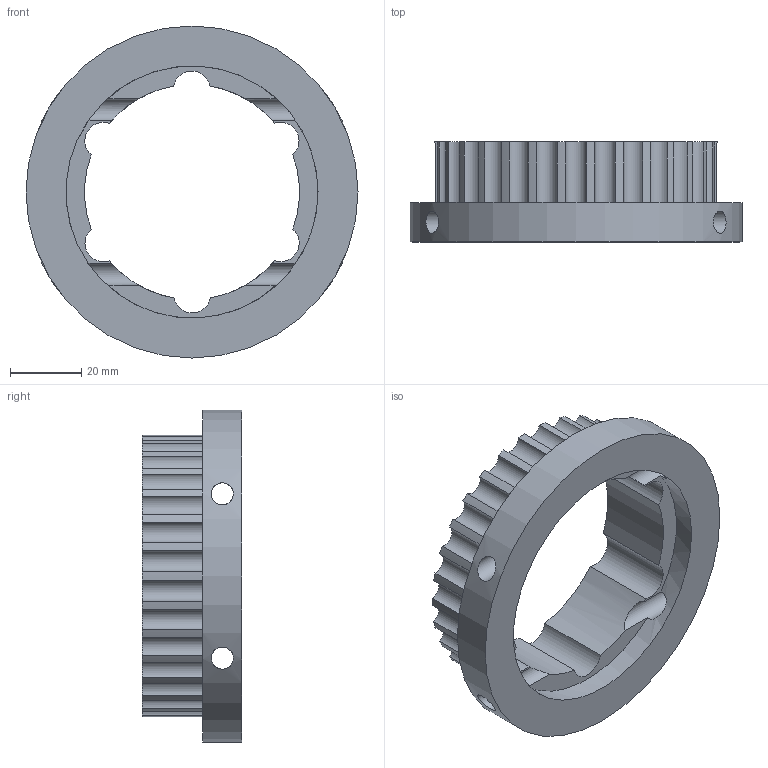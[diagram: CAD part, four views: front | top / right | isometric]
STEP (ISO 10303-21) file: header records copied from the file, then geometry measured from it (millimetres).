
FILE_DESCRIPTION(/* description */ (''),/* implementation_level */ '2;1');
FILE_NAME(/* name */ 'base hold.stp',/* time_stamp */ '2017-03-26T17:42:49+02:00',/* author */ ('Admin'),/* organization */ (''),/* preprocessor_version */ 'ST-DEVELOPER v16.1',/* originating_system */ 'Autodesk Inventor 2016',/* authorisation */ '');
FILE_SCHEMA (('AUTOMOTIVE_DESIGN { 1 0 10303 214 3 1 1 }'));
Length unit declared in the file: millimetre
Products named in the file (1): union eje central engranaje horiz
Bounding box: 93 x 28 x 93 mm (x, y, z)
Volume: 60519.6 mm3; surface area: 23020.7 mm2
Topology: 1 solids, 1 shells, 86 faces, 260 edges, 173 vertices
Faces by surface type: cylinder 79, plane 7
Full cylindrical faces by diameter (mm): 6.2 x4, 70.619 x1, 93 x1
Entity records: 3236 total; most frequent: CARTESIAN_POINT 804, DIRECTION 562, ORIENTED_EDGE 494, EDGE_CURVE 247, AXIS2_PLACEMENT_3D 241, VERTEX_POINT 167, CIRCLE 155, EDGE_LOOP 98
